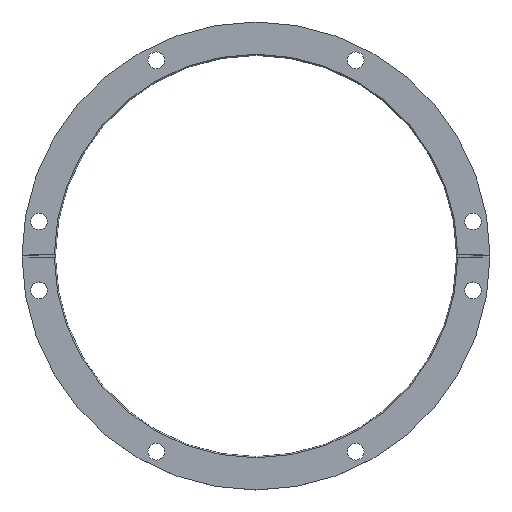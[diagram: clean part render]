
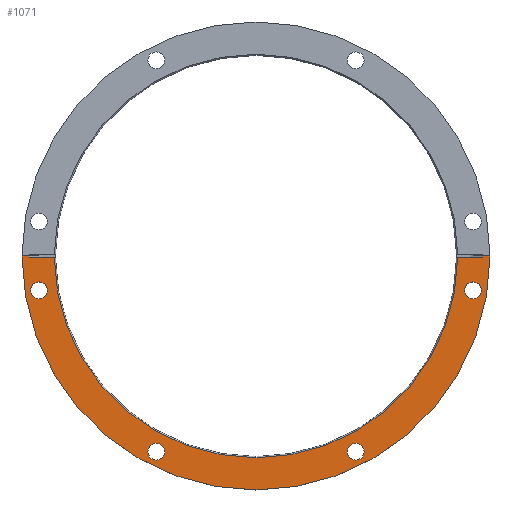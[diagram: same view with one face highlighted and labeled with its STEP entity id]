
A CAD part, top view. The second image highlights one B-rep face of the part: STEP entity #1071.
In plain terms, the highlighted planar face has unit normal (0, 0, 1).
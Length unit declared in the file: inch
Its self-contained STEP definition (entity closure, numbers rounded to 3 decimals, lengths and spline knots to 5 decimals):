
#17 = CARTESIAN_POINT ( 'NONE',  ( -2.8292, -5.12329, 0. ) ) ;
#37 = ORIENTED_EDGE ( 'NONE', *, *, #1340, .T. ) ;
#39 = ORIENTED_EDGE ( 'NONE', *, *, #1374, .T. ) ;
#43 = ORIENTED_EDGE ( 'NONE', *, *, #650, .T. ) ;
#75 = ORIENTED_EDGE ( 'NONE', *, *, #1392, .T. ) ;
#85 = VERTEX_POINT ( 'NONE', #1424 ) ;
#96 = VERTEX_POINT ( 'NONE', #1166 ) ;
#97 = CARTESIAN_POINT ( 'NONE',  ( -2.61045, -5.12329, 0. ) ) ;
#99 = CARTESIAN_POINT ( 'NONE',  ( 5.9375, -0.03125, 0. ) ) ;
#135 = CARTESIAN_POINT ( 'NONE',  ( 5.67921, -0.8995, 0. ) ) ;
#148 = FACE_OUTER_BOUND ( 'NONE', #978, .T. ) ;
#157 = EDGE_CURVE ( 'NONE', #730, #1434, #782, .T. ) ;
#175 = EDGE_CURVE ( 'NONE', #1330, #485, #816, .T. ) ;
#189 = AXIS2_PLACEMENT_3D ( 'NONE', #1313, #1567, #1193 ) ;
#194 = ORIENTED_EDGE ( 'NONE', *, *, #1066, .T. ) ;
#196 = DIRECTION ( 'NONE',  ( 1., 0., 0. ) ) ;
#208 = DIRECTION ( 'NONE',  ( 1., 0., 0. ) ) ;
#230 = ORIENTED_EDGE ( 'NONE', *, *, #1332, .F. ) ;
#257 = LINE ( 'NONE', #1013, #1079 ) ;
#262 = ORIENTED_EDGE ( 'NONE', *, *, #297, .F. ) ;
#281 = FACE_BOUND ( 'NONE', #744, .T. ) ;
#297 = EDGE_CURVE ( 'NONE', #1330, #796, #1210, .T. ) ;
#299 = AXIS2_PLACEMENT_3D ( 'NONE', #135, #1453, #540 ) ;
#310 = CARTESIAN_POINT ( 'NONE',  ( -5.25, 0., 0. ) ) ;
#334 = CARTESIAN_POINT ( 'NONE',  ( -5.9375, 0., 0. ) ) ;
#349 = ORIENTED_EDGE ( 'NONE', *, *, #415, .F. ) ;
#351 = DIRECTION ( 'NONE',  ( 1., 0., 0. ) ) ;
#362 = CARTESIAN_POINT ( 'NONE',  ( -5.9375, -0.03125, 0. ) ) ;
#393 = CARTESIAN_POINT ( 'NONE',  ( 0., 0., 0. ) ) ;
#404 = DIRECTION ( 'NONE',  ( 0., 0., -1. ) ) ;
#407 = CIRCLE ( 'NONE', #1109, 0.21875 ) ;
#415 = EDGE_CURVE ( 'NONE', #1650, #485, #1472, .T. ) ;
#419 = DIRECTION ( 'NONE',  ( 1., 0., 0. ) ) ;
#449 = VERTEX_POINT ( 'NONE', #1661 ) ;
#459 = CARTESIAN_POINT ( 'NONE',  ( 2.8292, -5.12329, 0. ) ) ;
#460 = CARTESIAN_POINT ( 'NONE',  ( 5.46046, -0.8995, 0. ) ) ;
#471 = DIRECTION ( 'NONE',  ( 0., 0., -1. ) ) ;
#477 = VERTEX_POINT ( 'NONE', #99 ) ;
#485 = VERTEX_POINT ( 'NONE', #334 ) ;
#487 = DIRECTION ( 'NONE',  ( 1., 0., 0. ) ) ;
#493 = LINE ( 'NONE', #630, #1638 ) ;
#501 = EDGE_LOOP ( 'NONE', ( #37, #1206 ) ) ;
#509 = DIRECTION ( 'NONE',  ( 1., 0., 0. ) ) ;
#540 = DIRECTION ( 'NONE',  ( 1., 0., 0. ) ) ;
#556 = CIRCLE ( 'NONE', #861, 0.21875 ) ;
#561 = VERTEX_POINT ( 'NONE', #460 ) ;
#599 = CARTESIAN_POINT ( 'NONE',  ( 5.9375, 0., 0. ) ) ;
#609 = CARTESIAN_POINT ( 'NONE',  ( 0., 0., 0. ) ) ;
#625 = DIRECTION ( 'NONE',  ( 0., 0., -1. ) ) ;
#630 = CARTESIAN_POINT ( 'NONE',  ( 5.9375, -0.03125, 0. ) ) ;
#650 = EDGE_CURVE ( 'NONE', #96, #561, #556, .T. ) ;
#654 = ORIENTED_EDGE ( 'NONE', *, *, #774, .F. ) ;
#665 = ORIENTED_EDGE ( 'NONE', *, *, #1284, .T. ) ;
#666 = DIRECTION ( 'NONE',  ( -1., 0., 0. ) ) ;
#667 = AXIS2_PLACEMENT_3D ( 'NONE', #393, #1675, #748 ) ;
#673 = CARTESIAN_POINT ( 'NONE',  ( -5.46046, -0.8995, 0. ) ) ;
#678 = VERTEX_POINT ( 'NONE', #599 ) ;
#681 = FACE_BOUND ( 'NONE', #501, .T. ) ;
#682 = ORIENTED_EDGE ( 'NONE', *, *, #1308, .T. ) ;
#730 = VERTEX_POINT ( 'NONE', #1663 ) ;
#737 = EDGE_LOOP ( 'NONE', ( #75, #682 ) ) ;
#744 = EDGE_LOOP ( 'NONE', ( #43, #1658 ) ) ;
#748 = DIRECTION ( 'NONE',  ( 1., 0., 0. ) ) ;
#750 = VECTOR ( 'NONE', #1558, 39.37008 ) ;
#752 = CIRCLE ( 'NONE', #945, 6.125 ) ;
#771 = EDGE_LOOP ( 'NONE', ( #665, #194 ) ) ;
#774 = EDGE_CURVE ( 'NONE', #477, #678, #493, .T. ) ;
#779 = AXIS2_PLACEMENT_3D ( 'NONE', #841, #471, #1376 ) ;
#781 = FACE_BOUND ( 'NONE', #737, .T. ) ;
#782 = CIRCLE ( 'NONE', #1244, 0.21875 ) ;
#783 = CIRCLE ( 'NONE', #189, 0.21875 ) ;
#784 = VECTOR ( 'NONE', #196, 39.37008 ) ;
#786 = CIRCLE ( 'NONE', #1608, 0.21875 ) ;
#796 = VERTEX_POINT ( 'NONE', #1544 ) ;
#797 = FACE_BOUND ( 'NONE', #771, .T. ) ;
#816 = LINE ( 'NONE', #1057, #1110 ) ;
#825 = ORIENTED_EDGE ( 'NONE', *, *, #175, .T. ) ;
#841 = CARTESIAN_POINT ( 'NONE',  ( 2.61045, -5.12329, 0. ) ) ;
#843 = EDGE_CURVE ( 'NONE', #796, #949, #1242, .T. ) ;
#861 = AXIS2_PLACEMENT_3D ( 'NONE', #959, #1646, #208 ) ;
#866 = EDGE_CURVE ( 'NONE', #678, #449, #869, .T. ) ;
#869 = LINE ( 'NONE', #1688, #750 ) ;
#898 = DIRECTION ( 'NONE',  ( 1., 0., 0. ) ) ;
#945 = AXIS2_PLACEMENT_3D ( 'NONE', #609, #1404, #351 ) ;
#949 = VERTEX_POINT ( 'NONE', #1681 ) ;
#959 = CARTESIAN_POINT ( 'NONE',  ( 5.67921, -0.8995, 0. ) ) ;
#978 = EDGE_LOOP ( 'NONE', ( #349, #39, #1008, #654, #230, #1039, #262, #825 ) ) ;
#1008 = ORIENTED_EDGE ( 'NONE', *, *, #866, .F. ) ;
#1013 = CARTESIAN_POINT ( 'NONE',  ( 5.9375, -0.03125, 0. ) ) ;
#1039 = ORIENTED_EDGE ( 'NONE', *, *, #843, .F. ) ;
#1046 = VERTEX_POINT ( 'NONE', #17 ) ;
#1049 = CARTESIAN_POINT ( 'NONE',  ( -5.25, 0., 0. ) ) ;
#1054 = PLANE ( 'NONE',  #1243 ) ;
#1057 = CARTESIAN_POINT ( 'NONE',  ( -5.9375, -0.03125, 0. ) ) ;
#1066 = EDGE_CURVE ( 'NONE', #85, #1539, #783, .T. ) ;
#1071 = ADVANCED_FACE ( 'NONE', ( #797, #781, #681, #281, #148 ), #1054, .F. ) ;
#1078 = DIRECTION ( 'NONE',  ( 1., 0., 0. ) ) ;
#1079 = VECTOR ( 'NONE', #1264, 39.37008 ) ;
#1089 = CARTESIAN_POINT ( 'NONE',  ( 5.9375, -0.03125, 0. ) ) ;
#1109 = AXIS2_PLACEMENT_3D ( 'NONE', #97, #1415, #898 ) ;
#1110 = VECTOR ( 'NONE', #1179, 39.37008 ) ;
#1111 = CIRCLE ( 'NONE', #299, 0.21875 ) ;
#1122 = CARTESIAN_POINT ( 'NONE',  ( -5.67921, -0.8995, 0. ) ) ;
#1129 = DIRECTION ( 'NONE',  ( 0., 0., -1. ) ) ;
#1145 = CARTESIAN_POINT ( 'NONE',  ( -2.3917, -5.12329, 0. ) ) ;
#1166 = CARTESIAN_POINT ( 'NONE',  ( 5.89796, -0.8995, 0. ) ) ;
#1179 = DIRECTION ( 'NONE',  ( 0., 1., 0. ) ) ;
#1193 = DIRECTION ( 'NONE',  ( 1., 0., 0. ) ) ;
#1206 = ORIENTED_EDGE ( 'NONE', *, *, #157, .T. ) ;
#1210 = LINE ( 'NONE', #1089, #1323 ) ;
#1242 = CIRCLE ( 'NONE', #667, 5.28125 ) ;
#1243 = AXIS2_PLACEMENT_3D ( 'NONE', #1049, #404, #666 ) ;
#1244 = AXIS2_PLACEMENT_3D ( 'NONE', #1591, #1309, #419 ) ;
#1264 = DIRECTION ( 'NONE',  ( 1., 0., 0. ) ) ;
#1284 = EDGE_CURVE ( 'NONE', #1539, #85, #1491, .T. ) ;
#1308 = EDGE_CURVE ( 'NONE', #1046, #1397, #407, .T. ) ;
#1309 = DIRECTION ( 'NONE',  ( 0., 0., -1. ) ) ;
#1313 = CARTESIAN_POINT ( 'NONE',  ( 2.61045, -5.12329, 0. ) ) ;
#1323 = VECTOR ( 'NONE', #1078, 39.37008 ) ;
#1330 = VERTEX_POINT ( 'NONE', #362 ) ;
#1332 = EDGE_CURVE ( 'NONE', #949, #477, #257, .T. ) ;
#1340 = EDGE_CURVE ( 'NONE', #1434, #730, #1525, .T. ) ;
#1374 = EDGE_CURVE ( 'NONE', #1650, #449, #752, .T. ) ;
#1376 = DIRECTION ( 'NONE',  ( 1., 0., 0. ) ) ;
#1389 = CARTESIAN_POINT ( 'NONE',  ( -2.61045, -5.12329, 0. ) ) ;
#1392 = EDGE_CURVE ( 'NONE', #1397, #1046, #786, .T. ) ;
#1397 = VERTEX_POINT ( 'NONE', #1145 ) ;
#1404 = DIRECTION ( 'NONE',  ( 0., 0., 1. ) ) ;
#1415 = DIRECTION ( 'NONE',  ( 0., 0., -1. ) ) ;
#1424 = CARTESIAN_POINT ( 'NONE',  ( 2.3917, -5.12329, 0. ) ) ;
#1434 = VERTEX_POINT ( 'NONE', #673 ) ;
#1453 = DIRECTION ( 'NONE',  ( 0., 0., -1. ) ) ;
#1459 = EDGE_CURVE ( 'NONE', #561, #96, #1111, .T. ) ;
#1468 = CARTESIAN_POINT ( 'NONE',  ( -6.125, 0., 0. ) ) ;
#1472 = LINE ( 'NONE', #310, #784 ) ;
#1491 = CIRCLE ( 'NONE', #779, 0.21875 ) ;
#1525 = CIRCLE ( 'NONE', #1577, 0.21875 ) ;
#1539 = VERTEX_POINT ( 'NONE', #459 ) ;
#1544 = CARTESIAN_POINT ( 'NONE',  ( -5.28116, -0.03125, 0. ) ) ;
#1558 = DIRECTION ( 'NONE',  ( 1., 0., 0. ) ) ;
#1567 = DIRECTION ( 'NONE',  ( 0., 0., -1. ) ) ;
#1577 = AXIS2_PLACEMENT_3D ( 'NONE', #1122, #625, #509 ) ;
#1591 = CARTESIAN_POINT ( 'NONE',  ( -5.67921, -0.8995, 0. ) ) ;
#1608 = AXIS2_PLACEMENT_3D ( 'NONE', #1389, #1129, #487 ) ;
#1638 = VECTOR ( 'NONE', #1691, 39.37008 ) ;
#1646 = DIRECTION ( 'NONE',  ( 0., 0., -1. ) ) ;
#1650 = VERTEX_POINT ( 'NONE', #1468 ) ;
#1658 = ORIENTED_EDGE ( 'NONE', *, *, #1459, .T. ) ;
#1661 = CARTESIAN_POINT ( 'NONE',  ( 6.125, 0., 0. ) ) ;
#1663 = CARTESIAN_POINT ( 'NONE',  ( -5.89796, -0.8995, 0. ) ) ;
#1675 = DIRECTION ( 'NONE',  ( 0., 0., 1. ) ) ;
#1681 = CARTESIAN_POINT ( 'NONE',  ( 5.28116, -0.03125, 0. ) ) ;
#1688 = CARTESIAN_POINT ( 'NONE',  ( -5.25, 0., 0. ) ) ;
#1691 = DIRECTION ( 'NONE',  ( 0., 1., 0. ) ) ;
